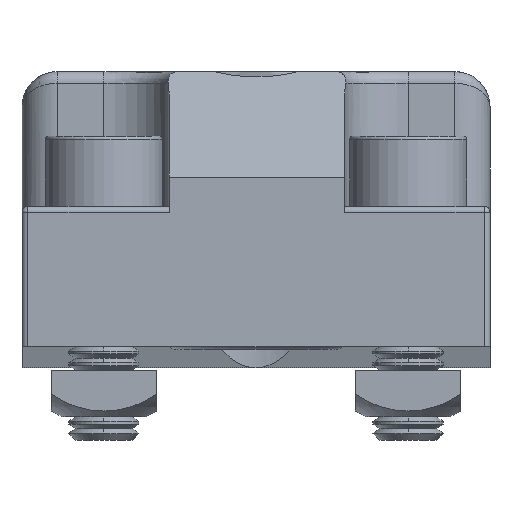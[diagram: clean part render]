
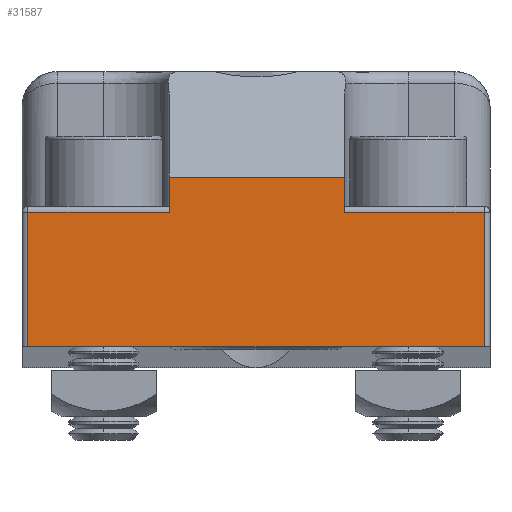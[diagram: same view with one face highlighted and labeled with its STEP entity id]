
A CAD part, front view. The second image highlights one B-rep face of the part: STEP entity #31587.
In plain terms, the highlighted planar face has unit normal (0, -1, 0).
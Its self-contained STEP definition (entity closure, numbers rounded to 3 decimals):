
#58 = DIRECTION ( 'NONE',  ( -1., 0., 0. ) ) ;
#124 = DIRECTION ( 'NONE',  ( -1., 0., 0. ) ) ;
#352 = EDGE_CURVE ( 'NONE', #5003, #32597, #12197, .T. ) ;
#462 = VERTEX_POINT ( 'NONE', #31143 ) ;
#1477 = CARTESIAN_POINT ( 'NONE',  ( -64.495, -5.121, -9.929 ) ) ;
#3381 = PLANE ( 'NONE',  #12741 ) ;
#4095 = EDGE_LOOP ( 'NONE', ( #16680, #35124, #18130, #14902, #8913, #4495, #32643, #25851 ) ) ;
#4196 = CARTESIAN_POINT ( 'NONE',  ( -103.995, -5.121, -9.929 ) ) ;
#4495 = ORIENTED_EDGE ( 'NONE', *, *, #9475, .T. ) ;
#4806 = VECTOR ( 'NONE', #58, 1000. ) ;
#5003 = VERTEX_POINT ( 'NONE', #30070 ) ;
#5134 = VERTEX_POINT ( 'NONE', #16773 ) ;
#5384 = CARTESIAN_POINT ( 'NONE',  ( -76.938, -5.121, 4.571 ) ) ;
#6104 = VECTOR ( 'NONE', #35774, 1000. ) ;
#7721 = CARTESIAN_POINT ( 'NONE',  ( -64.995, -5.121, 13.571 ) ) ;
#8726 = VECTOR ( 'NONE', #10179, 1000. ) ;
#8913 = ORIENTED_EDGE ( 'NONE', *, *, #32385, .T. ) ;
#8988 = DIRECTION ( 'NONE',  ( 1., 0., 0. ) ) ;
#9475 = EDGE_CURVE ( 'NONE', #35624, #5134, #34069, .T. ) ;
#10179 = DIRECTION ( 'NONE',  ( 0., 0., -1. ) ) ;
#10420 = EDGE_CURVE ( 'NONE', #18104, #462, #21777, .T. ) ;
#10692 = CARTESIAN_POINT ( 'NONE',  ( -76.938, -5.121, 13.571 ) ) ;
#11275 = FACE_OUTER_BOUND ( 'NONE', #4095, .T. ) ;
#12197 = LINE ( 'NONE', #10692, #6104 ) ;
#12741 = AXIS2_PLACEMENT_3D ( 'NONE', #25676, #33945, #8988 ) ;
#12953 = EDGE_CURVE ( 'NONE', #462, #28202, #15352, .T. ) ;
#14105 = EDGE_CURVE ( 'NONE', #23024, #5003, #27892, .T. ) ;
#14902 = ORIENTED_EDGE ( 'NONE', *, *, #12953, .T. ) ;
#15311 = DIRECTION ( 'NONE',  ( 1., 0., 0. ) ) ;
#15352 = LINE ( 'NONE', #35301, #35435 ) ;
#15861 = CARTESIAN_POINT ( 'NONE',  ( -91.9, -5.121, 4.571 ) ) ;
#16302 = DIRECTION ( 'NONE',  ( -1., 0., 0. ) ) ;
#16680 = ORIENTED_EDGE ( 'NONE', *, *, #352, .T. ) ;
#16773 = CARTESIAN_POINT ( 'NONE',  ( -64.995, -5.121, -9.929 ) ) ;
#16844 = CARTESIAN_POINT ( 'NONE',  ( -90.9, -5.121, 4.571 ) ) ;
#18104 = VERTEX_POINT ( 'NONE', #15861 ) ;
#18130 = ORIENTED_EDGE ( 'NONE', *, *, #10420, .T. ) ;
#21339 = DIRECTION ( 'NONE',  ( 0., 0., -1. ) ) ;
#21363 = CARTESIAN_POINT ( 'NONE',  ( -103.995, -5.121, 1.571 ) ) ;
#21777 = LINE ( 'NONE', #26888, #8726 ) ;
#22441 = EDGE_CURVE ( 'NONE', #5134, #23024, #24721, .T. ) ;
#22521 = EDGE_CURVE ( 'NONE', #32597, #18104, #34833, .T. ) ;
#23024 = VERTEX_POINT ( 'NONE', #26913 ) ;
#24721 = LINE ( 'NONE', #7721, #32489 ) ;
#25676 = CARTESIAN_POINT ( 'NONE',  ( -64.495, -5.121, 13.571 ) ) ;
#25851 = ORIENTED_EDGE ( 'NONE', *, *, #14105, .T. ) ;
#26888 = CARTESIAN_POINT ( 'NONE',  ( -91.9, -5.121, 13.571 ) ) ;
#26913 = CARTESIAN_POINT ( 'NONE',  ( -64.995, -5.121, 1.571 ) ) ;
#27442 = DIRECTION ( 'NONE',  ( 0., 0., 1. ) ) ;
#27865 = CARTESIAN_POINT ( 'NONE',  ( -76.938, -5.121, 1.571 ) ) ;
#27892 = LINE ( 'NONE', #27865, #33472 ) ;
#28202 = VERTEX_POINT ( 'NONE', #21363 ) ;
#30070 = CARTESIAN_POINT ( 'NONE',  ( -76.938, -5.121, 1.571 ) ) ;
#31143 = CARTESIAN_POINT ( 'NONE',  ( -91.9, -5.121, 1.571 ) ) ;
#31587 = ADVANCED_FACE ( 'NONE', ( #11275 ), #3381, .F. ) ;
#32385 = EDGE_CURVE ( 'NONE', #28202, #35624, #35592, .T. ) ;
#32489 = VECTOR ( 'NONE', #27442, 1000. ) ;
#32597 = VERTEX_POINT ( 'NONE', #5384 ) ;
#32643 = ORIENTED_EDGE ( 'NONE', *, *, #22441, .T. ) ;
#33181 = VECTOR ( 'NONE', #15311, 1000. ) ;
#33472 = VECTOR ( 'NONE', #124, 1000. ) ;
#33945 = DIRECTION ( 'NONE',  ( 0., 1., 0. ) ) ;
#34069 = LINE ( 'NONE', #1477, #33181 ) ;
#34833 = LINE ( 'NONE', #16844, #4806 ) ;
#35124 = ORIENTED_EDGE ( 'NONE', *, *, #22521, .T. ) ;
#35217 = CARTESIAN_POINT ( 'NONE',  ( -103.995, -5.121, 13.571 ) ) ;
#35301 = CARTESIAN_POINT ( 'NONE',  ( -104.495, -5.121, 1.571 ) ) ;
#35435 = VECTOR ( 'NONE', #16302, 1000. ) ;
#35592 = LINE ( 'NONE', #35217, #35995 ) ;
#35624 = VERTEX_POINT ( 'NONE', #4196 ) ;
#35774 = DIRECTION ( 'NONE',  ( 0., 0., 1. ) ) ;
#35995 = VECTOR ( 'NONE', #21339, 1000. ) ;
